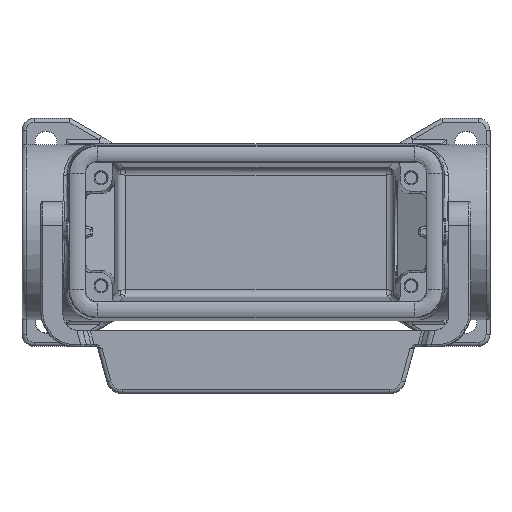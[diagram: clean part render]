
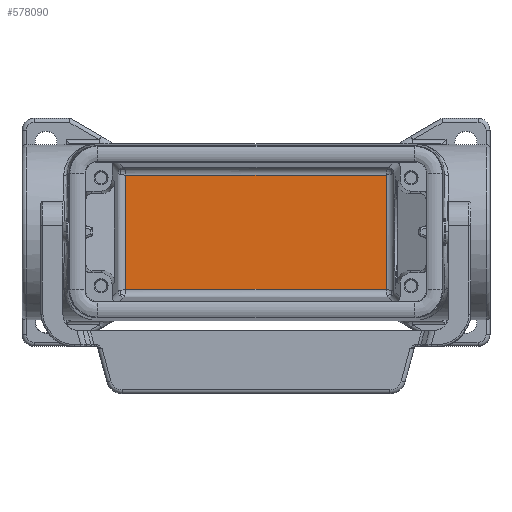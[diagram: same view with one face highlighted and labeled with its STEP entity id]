
A CAD part, top view. The second image highlights one B-rep face of the part: STEP entity #578090.
In plain terms, the highlighted planar face has unit normal (0, 0, 1).
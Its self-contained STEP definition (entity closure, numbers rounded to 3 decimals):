
#544020=CARTESIAN_POINT('',(106.102,54.488,
3.));
#544030=VERTEX_POINT('',#544020);
#544060=CARTESIAN_POINT('',(0.,54.488,3.));
#544070=DIRECTION('',(-1.,0.,0.));
#544080=VECTOR('',#544070,1.);
#544090=LINE('',#544060,#544080);
#544100=CARTESIAN_POINT('',(41.035,54.488,
3.));
#544110=VERTEX_POINT('',#544100);
#544120=EDGE_CURVE('',#544030,#544110,#544090,.T.);
#566980=CARTESIAN_POINT('',(41.035,25.922,
3.));
#566990=VERTEX_POINT('',#566980);
#571980=CARTESIAN_POINT('',(0.,25.922,3.));
#571990=DIRECTION('',(1.,0.,0.));
#572000=VECTOR('',#571990,1.);
#572010=LINE('',#571980,#572000);
#572020=CARTESIAN_POINT('',(106.102,25.922,
3.));
#572030=VERTEX_POINT('',#572020);
#572040=EDGE_CURVE('',#566990,#572030,#572010,.T.);
#573280=CARTESIAN_POINT('',(106.102,0.,
3.));
#573290=DIRECTION('',(0.,1.,0.));
#573300=VECTOR('',#573290,1.);
#573310=LINE('',#573280,#573300);
#573320=EDGE_CURVE('',#572030,#544030,#573310,.T.);
#574450=CARTESIAN_POINT('',(41.035,0.,
3.));
#574460=DIRECTION('',(0.,1.,0.));
#574470=VECTOR('',#574460,1.);
#574480=LINE('',#574450,#574470);
#574490=EDGE_CURVE('',#566990,#544110,#574480,.T.);
#577980=CARTESIAN_POINT('',(97.269,40.205,3.))
;
#577990=DIRECTION('',(0.,0.,1.));
#578000=DIRECTION('',(-1.,0.,0.));
#578010=AXIS2_PLACEMENT_3D('',#577980,#577990,#578000);
#578020=PLANE('',#578010);
#578030=ORIENTED_EDGE('',*,*,#572040,.T.);
#578040=ORIENTED_EDGE('',*,*,#574490,.F.);
#578050=ORIENTED_EDGE('',*,*,#544120,.T.);
#578060=ORIENTED_EDGE('',*,*,#573320,.T.);
#578070=EDGE_LOOP('',(#578060,#578050,#578040,#578030));
#578080=FACE_OUTER_BOUND('',#578070,.T.);
#578090=ADVANCED_FACE('',(#578080),#578020,.T.);
